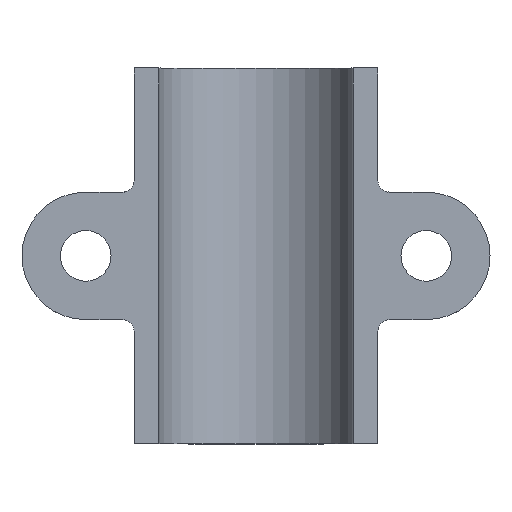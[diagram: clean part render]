
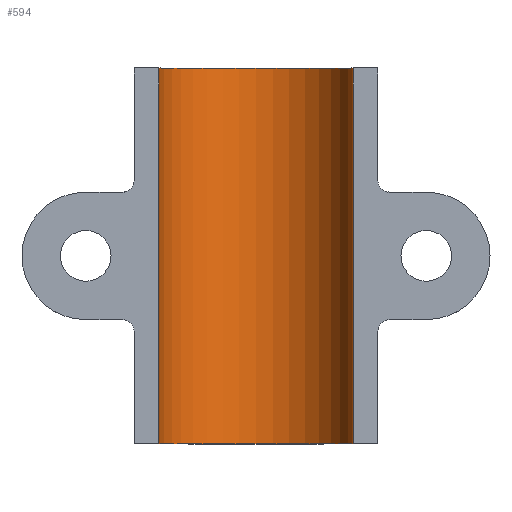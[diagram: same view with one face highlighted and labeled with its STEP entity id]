
A CAD part, top view. The second image highlights one B-rep face of the part: STEP entity #594.
In plain terms, the highlighted cylindrical face has radius 12.7 mm (diameter 25.4 mm), a partial arc.
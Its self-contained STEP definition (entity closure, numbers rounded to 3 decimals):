
#59=LINE('',#1321,#91);
#65=LINE('',#1337,#97);
#91=VECTOR('',#799,10.);
#97=VECTOR('',#817,10.);
#110=CYLINDRICAL_SURFACE('',#662,12.7);
#146=FACE_OUTER_BOUND('',#186,.T.);
#186=EDGE_LOOP('',(#547,#548,#549,#550));
#239=CIRCLE('',#659,12.7);
#240=CIRCLE('',#661,12.7);
#287=VERTEX_POINT('',#1318);
#288=VERTEX_POINT('',#1320);
#291=VERTEX_POINT('',#1334);
#292=VERTEX_POINT('',#1336);
#367=EDGE_CURVE('',#288,#287,#59,.T.);
#375=EDGE_CURVE('',#292,#291,#65,.T.);
#377=EDGE_CURVE('',#287,#292,#239,.T.);
#378=EDGE_CURVE('',#288,#291,#240,.T.);
#547=ORIENTED_EDGE('',*,*,#367,.T.);
#548=ORIENTED_EDGE('',*,*,#377,.T.);
#549=ORIENTED_EDGE('',*,*,#375,.T.);
#550=ORIENTED_EDGE('',*,*,#378,.F.);
#594=ADVANCED_FACE('',(#146),#110,.F.);
#659=AXIS2_PLACEMENT_3D('',#1340,#821,#822);
#661=AXIS2_PLACEMENT_3D('',#1342,#825,#826);
#662=AXIS2_PLACEMENT_3D('',#1343,#827,#828);
#799=DIRECTION('',(0.,1.,0.));
#817=DIRECTION('',(0.,-1.,0.));
#821=DIRECTION('center_axis',(0.,1.,0.));
#822=DIRECTION('ref_axis',(1.,0.,0.));
#825=DIRECTION('center_axis',(0.,1.,0.));
#826=DIRECTION('ref_axis',(1.,0.,0.));
#827=DIRECTION('center_axis',(0.,-1.,0.));
#828=DIRECTION('ref_axis',(1.,0.,0.));
#1318=CARTESIAN_POINT('',(12.7,-40.102,12.902));
#1320=CARTESIAN_POINT('',(12.7,-89.102,12.902));
#1321=CARTESIAN_POINT('',(12.7,-40.102,12.902));
#1334=CARTESIAN_POINT('',(-12.7,-89.102,12.902));
#1336=CARTESIAN_POINT('',(-12.7,-40.102,12.902));
#1337=CARTESIAN_POINT('',(-12.7,-40.102,12.902));
#1340=CARTESIAN_POINT('Origin',(0.,-40.102,12.902));
#1342=CARTESIAN_POINT('Origin',(0.,-89.102,12.902));
#1343=CARTESIAN_POINT('Origin',(0.,-40.102,12.902));
